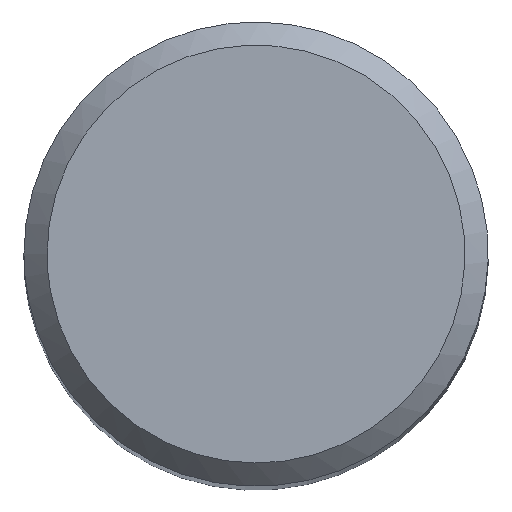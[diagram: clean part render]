
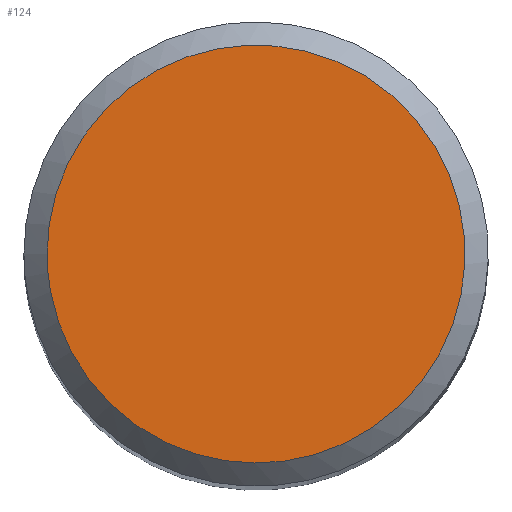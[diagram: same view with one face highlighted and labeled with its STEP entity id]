
A CAD part, top view. The second image highlights one B-rep face of the part: STEP entity #124.
In plain terms, the highlighted planar face has unit normal (0, 0, 1).
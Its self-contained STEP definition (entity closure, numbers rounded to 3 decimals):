
#75 = VERTEX_POINT('', #76);
#76 = CARTESIAN_POINT('', (-5.4, 0., 0.));
#81 = EDGE_CURVE('', #75, #75, #82, .T.);
#82 = (
   BOUNDED_CURVE ()
   B_SPLINE_CURVE (2, (#83, #84, #85, #86, #87, #88, #89, #90, #91), .UNSPECIFIED., .T., .U.)
   B_SPLINE_CURVE_WITH_KNOTS ((3, 2, 2, 2, 3), (6.283, 7.854, 9.425, 10.996, 12.566), .UNSPECIFIED.)
   CURVE ()
   GEOMETRIC_REPRESENTATION_ITEM ()
   RATIONAL_B_SPLINE_CURVE ((1., 0.707, 1., 0.707, 1., 0.707, 1., 0.707, 1.))
   REPRESENTATION_ITEM ('')
);
#83 = CARTESIAN_POINT('', (-5.4, 0., 0.));
#84 = CARTESIAN_POINT('', (-5.4, 5.4, 0.));
#85 = CARTESIAN_POINT('', (0., 5.4, 0.));
#86 = CARTESIAN_POINT('', (5.4, 5.4, 0.));
#87 = CARTESIAN_POINT('', (5.4, 0., 0.));
#88 = CARTESIAN_POINT('', (5.4, -5.4, 0.));
#89 = CARTESIAN_POINT('', (0., -5.4, 0.));
#90 = CARTESIAN_POINT('', (-5.4, -5.4, 0.));
#91 = CARTESIAN_POINT('', (-5.4, 0., 0.));
#124 = ADVANCED_FACE('', (#125), #128, .T.);
#125 = FACE_OUTER_BOUND('', #126, .T.);
#126 = EDGE_LOOP('', (#127));
#127 = ORIENTED_EDGE('', *, *, #81, .F.);
#128 = PLANE('', #129);
#129 = AXIS2_PLACEMENT_3D('', #130, #131, #132);
#130 = CARTESIAN_POINT('', (8.4, -8.4, 0.));
#131 = DIRECTION('', (0., 0., 1.));
#132 = DIRECTION('', (0., 1., 0.));
